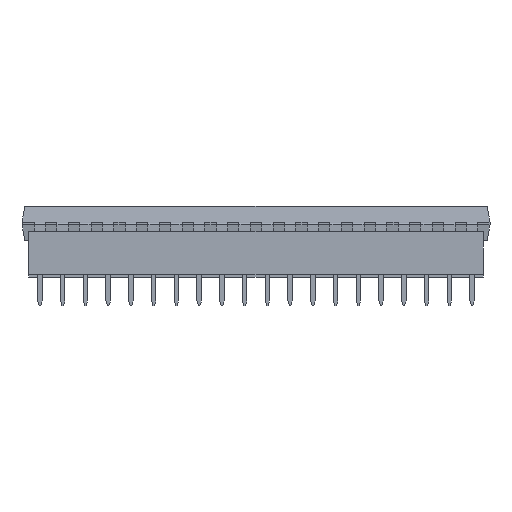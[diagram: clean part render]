
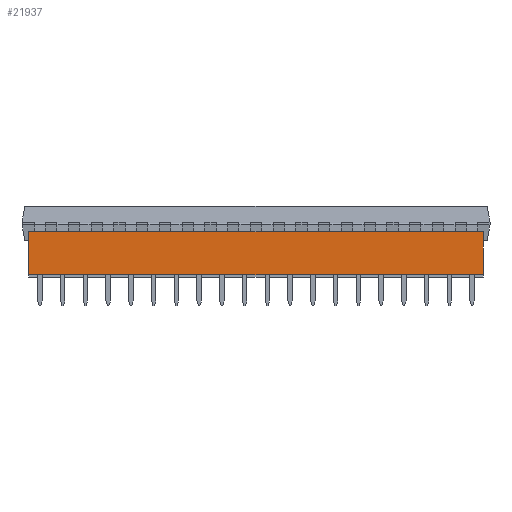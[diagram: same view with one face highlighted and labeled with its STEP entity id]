
A CAD part, front view. The second image highlights one B-rep face of the part: STEP entity #21937.
In plain terms, the highlighted planar face has unit normal (0, -1, 0).
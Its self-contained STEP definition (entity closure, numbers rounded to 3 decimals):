
#19827 = VERTEX_POINT('',#19828);
#19828 = CARTESIAN_POINT('',(25.35,-8.8,
    0.32));
#19836 = EDGE_CURVE('',#19837,#19827,#19839,.T.);
#19837 = VERTEX_POINT('',#19838);
#19838 = CARTESIAN_POINT('',(25.35,-8.8,
    5.12));
#19839 = LINE('',#19840,#19841);
#19840 = CARTESIAN_POINT('',(25.35,-8.8,
    5.12));
#19841 = VECTOR('',#19842,1.);
#19842 = DIRECTION('',(0.,0.,-1.));
#21229 = VERTEX_POINT('',#21230);
#21230 = CARTESIAN_POINT('',(-25.35,-8.8,
    5.12));
#21236 = EDGE_CURVE('',#21229,#21237,#21239,.T.);
#21237 = VERTEX_POINT('',#21238);
#21238 = CARTESIAN_POINT('',(-25.35,-8.8,
    0.32));
#21239 = LINE('',#21240,#21241);
#21240 = CARTESIAN_POINT('',(-25.35,-8.8,
    5.12));
#21241 = VECTOR('',#21242,1.);
#21242 = DIRECTION('',(0.,0.,-1.));
#21910 = EDGE_CURVE('',#21229,#19837,#21911,.T.);
#21911 = LINE('',#21912,#21913);
#21912 = CARTESIAN_POINT('',(-25.35,-8.8,
    5.12));
#21913 = VECTOR('',#21914,1.);
#21914 = DIRECTION('',(1.,0.,0.));
#21937 = ADVANCED_FACE('',(#21938),#21949,.F.);
#21938 = FACE_BOUND('',#21939,.T.);
#21939 = EDGE_LOOP('',(#21940,#21946,#21947,#21948));
#21940 = ORIENTED_EDGE('',*,*,#21941,.T.);
#21941 = EDGE_CURVE('',#21237,#19827,#21942,.T.);
#21942 = LINE('',#21943,#21944);
#21943 = CARTESIAN_POINT('',(-25.35,-8.8,
    0.32));
#21944 = VECTOR('',#21945,1.);
#21945 = DIRECTION('',(1.,0.,0.));
#21946 = ORIENTED_EDGE('',*,*,#19836,.F.);
#21947 = ORIENTED_EDGE('',*,*,#21910,.F.);
#21948 = ORIENTED_EDGE('',*,*,#21236,.T.);
#21949 = PLANE('',#21950);
#21950 = AXIS2_PLACEMENT_3D('',#21951,#21952,#21953);
#21951 = CARTESIAN_POINT('',(-25.35,-8.8,
    5.12));
#21952 = DIRECTION('',(0.,1.,0.));
#21953 = DIRECTION('',(-1.,0.,0.));
